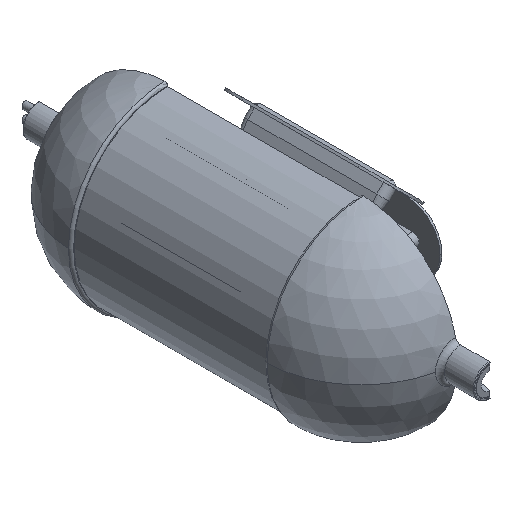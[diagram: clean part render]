
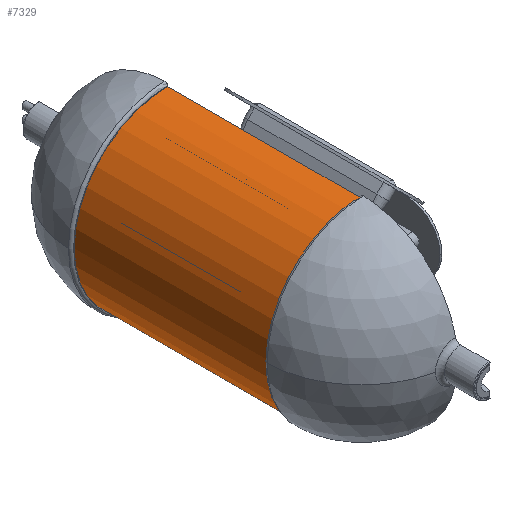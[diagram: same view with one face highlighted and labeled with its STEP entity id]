
A CAD part, isometric view. The second image highlights one B-rep face of the part: STEP entity #7329.
In plain terms, the highlighted cylindrical face has radius 145 mm (diameter 290 mm), a partial arc.
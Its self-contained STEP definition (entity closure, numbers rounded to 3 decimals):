
#1548 = EDGE_CURVE ( 'NONE', #6044, #7322, #5060, .T. ) ;
#1552 = VERTEX_POINT ( 'NONE', #5061 ) ;
#5056 = DIRECTION ( 'NONE',  ( 0., 0., 1. ) ) ;
#5057 = DIRECTION ( 'NONE',  ( 0., 1., 0. ) ) ;
#5058 = CARTESIAN_POINT ( 'NONE',  ( 0., 0., 0. ) ) ;
#5059 = AXIS2_PLACEMENT_3D ( 'NONE', #5058, #5057, #5056 ) ;
#5060 = CIRCLE ( 'NONE', #5059, 145. ) ;
#5061 = CARTESIAN_POINT ( 'NONE',  ( 0., -300., 145. ) ) ;
#5328 = DIRECTION ( 'NONE',  ( 0., 1., 0. ) ) ;
#5382 = CARTESIAN_POINT ( 'NONE',  ( 0., 0., 145. ) ) ;
#5383 = LINE ( 'NONE', #5444, #5443 ) ;
#5395 = CARTESIAN_POINT ( 'NONE',  ( 0., 0., -145. ) ) ;
#5396 = DIRECTION ( 'NONE',  ( 0., 0., 1. ) ) ;
#5397 = AXIS2_PLACEMENT_3D ( 'NONE', #5410, #5328, #5396 ) ;
#5400 = CARTESIAN_POINT ( 'NONE',  ( 0., -300., -145. ) ) ;
#5410 = CARTESIAN_POINT ( 'NONE',  ( 0., -300., 0. ) ) ;
#5411 = CIRCLE ( 'NONE', #5397, 145. ) ;
#5418 = DIRECTION ( 'NONE',  ( 0., 0., 1. ) ) ;
#5420 = DIRECTION ( 'NONE',  ( 0., 1., 0. ) ) ;
#5423 = AXIS2_PLACEMENT_3D ( 'NONE', #5432, #5420, #5418 ) ;
#5427 = CYLINDRICAL_SURFACE ( 'NONE', #5423, 145. ) ;
#5432 = CARTESIAN_POINT ( 'NONE',  ( 0., -300., 0. ) ) ;
#5435 = FACE_OUTER_BOUND ( 'NONE', #6047, .T. ) ;
#5442 = DIRECTION ( 'NONE',  ( 0., -1., 0. ) ) ;
#5443 = VECTOR ( 'NONE', #5442, 1000. ) ;
#5444 = CARTESIAN_POINT ( 'NONE',  ( 0., -300., -145. ) ) ;
#5498 = DIRECTION ( 'NONE',  ( 0., 1., 0. ) ) ;
#5499 = VECTOR ( 'NONE', #5498, 1000. ) ;
#5501 = CARTESIAN_POINT ( 'NONE',  ( 0., -300., 145. ) ) ;
#5502 = LINE ( 'NONE', #5501, #5499 ) ;
#5541 = EDGE_CURVE ( 'NONE', #6046, #1552, #5411, .T. ) ;
#6044 = VERTEX_POINT ( 'NONE', #5395 ) ;
#6046 = VERTEX_POINT ( 'NONE', #5400 ) ;
#6047 = EDGE_LOOP ( 'NONE', ( #7304, #7323, #7307, #7310 ) ) ;
#7304 = ORIENTED_EDGE ( 'NONE', *, *, #1548, .F. ) ;
#7307 = ORIENTED_EDGE ( 'NONE', *, *, #5541, .T. ) ;
#7308 = EDGE_CURVE ( 'NONE', #6044, #6046, #5383, .T. ) ;
#7310 = ORIENTED_EDGE ( 'NONE', *, *, #7355, .T. ) ;
#7322 = VERTEX_POINT ( 'NONE', #5382 ) ;
#7323 = ORIENTED_EDGE ( 'NONE', *, *, #7308, .T. ) ;
#7329 = ADVANCED_FACE ( 'NONE', ( #5435 ), #5427, .T. ) ;
#7355 = EDGE_CURVE ( 'NONE', #1552, #7322, #5502, .T. ) ;
